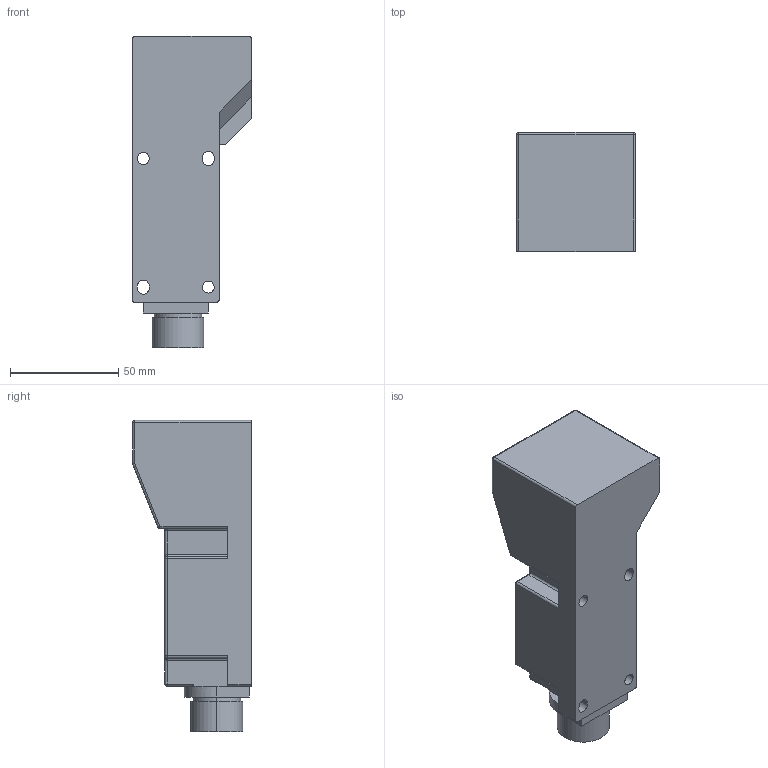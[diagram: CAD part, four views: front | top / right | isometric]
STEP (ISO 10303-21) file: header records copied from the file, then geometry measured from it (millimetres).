
FILE_DESCRIPTION((''),'2;1');
FILE_NAME('VARIKONT_D000228A','2006-01-03T',('Pepperl+Fuchs'),('Industriehansa'),'PRO/ENGINEER BY PARAMETRIC TECHNOLOGY CORPORATION, 2005290','PRO/ENGINEER BY PARAMETRIC TECHNOLOGY CORPORATION, 2005290','');
FILE_SCHEMA(('AUTOMOTIVE_DESIGN_CC2 { 1 2 10303 214 -1 1 5 2 }'));
Length unit declared in the file: millimetre
Products named in the file (1): VARIKONT_D000228A
Bounding box: 55 x 55 x 144 mm (x, y, z)
Volume: 243543.7 mm3; surface area: 31107.2 mm2
Topology: 1 solids, 1 shells, 113 faces, 320 edges, 217 vertices
Faces by surface type: cylinder 54, plane 40, sphere 13, bspline 4, torus 2
Entity records: 5031 total; most frequent: CARTESIAN_POINT 891, DIRECTION 644, ORIENTED_EDGE 534, PRESENTATION_STYLE_ASSIGNMENT 343, STYLED_ITEM 334, CURVE_STYLE 327, EDGE_CURVE 267, AXIS2_PLACEMENT_3D 226
